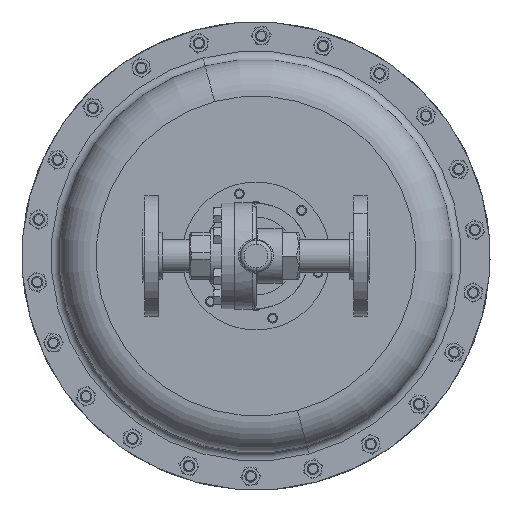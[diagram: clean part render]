
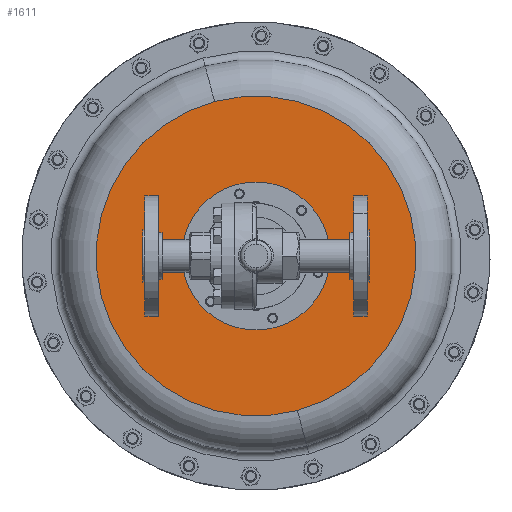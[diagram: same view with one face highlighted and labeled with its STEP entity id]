
A CAD part, front view. The second image highlights one B-rep face of the part: STEP entity #1611.
In plain terms, the highlighted planar face has unit normal (0, -1, 0).
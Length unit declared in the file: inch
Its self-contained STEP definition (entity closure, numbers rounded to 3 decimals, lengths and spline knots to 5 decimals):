
#130 = DIRECTION ( 'NONE',  ( 0., 1., 0. ) ) ;
#593 = AXIS2_PLACEMENT_3D ( 'NONE', #34429, #20013, #23397 ) ;
#933 = DIRECTION ( 'NONE',  ( 0., 1., 0. ) ) ;
#1029 = DIRECTION ( 'NONE',  ( 0.259, 0., -0.966 ) ) ;
#1611 = ADVANCED_FACE ( 'NONE', ( #33677, #4168 ), #9324, .T. ) ;
#1641 = ORIENTED_EDGE ( 'NONE', *, *, #33189, .F. ) ;
#2195 = CIRCLE ( 'NONE', #25488, 2.375 ) ;
#2289 = VERTEX_POINT ( 'NONE', #25522 ) ;
#4168 = FACE_BOUND ( 'NONE', #27171, .T. ) ;
#5981 = EDGE_CURVE ( 'NONE', #2289, #13070, #14162, .T. ) ;
#6849 = CARTESIAN_POINT ( 'NONE',  ( -0.12996, 9.31137, 4.9595 ) ) ;
#7970 = AXIS2_PLACEMENT_3D ( 'NONE', #16779, #130, #19549 ) ;
#9324 = PLANE ( 'NONE',  #593 ) ;
#13070 = VERTEX_POINT ( 'NONE', #6849 ) ;
#13440 = DIRECTION ( 'NONE',  ( 0., 1., 0. ) ) ;
#14162 = CIRCLE ( 'NONE', #19988, 2.375 ) ;
#16779 = CARTESIAN_POINT ( 'NONE',  ( 1.54942, 9.31137, 3.28012 ) ) ;
#16796 = CARTESIAN_POINT ( 'NONE',  ( 2.87587, 9.31137, -1.67025 ) ) ;
#17564 = CARTESIAN_POINT ( 'NONE',  ( 1.54942, 9.31137, 3.28012 ) ) ;
#17565 = ORIENTED_EDGE ( 'NONE', *, *, #5981, .T. ) ;
#17590 = CARTESIAN_POINT ( 'NONE',  ( 0.22298, 9.31137, 8.23049 ) ) ;
#17675 = DIRECTION ( 'NONE',  ( 0., 1., 0. ) ) ;
#18025 = VERTEX_POINT ( 'NONE', #17590 ) ;
#18324 = EDGE_LOOP ( 'NONE', ( #18800, #1641 ) ) ;
#18800 = ORIENTED_EDGE ( 'NONE', *, *, #20084, .F. ) ;
#19549 = DIRECTION ( 'NONE',  ( 0.259, 0., -0.966 ) ) ;
#19988 = AXIS2_PLACEMENT_3D ( 'NONE', #17564, #933, #20358 ) ;
#20013 = DIRECTION ( 'NONE',  ( 0., -1., 0. ) ) ;
#20084 = EDGE_CURVE ( 'NONE', #30792, #18025, #30481, .T. ) ;
#20358 = DIRECTION ( 'NONE',  ( -0.707, 0., 0.707 ) ) ;
#22792 = EDGE_CURVE ( 'NONE', #13070, #2289, #2195, .T. ) ;
#23397 = DIRECTION ( 'NONE',  ( -0.259, 0., 0.966 ) ) ;
#25488 = AXIS2_PLACEMENT_3D ( 'NONE', #30066, #13440, #32862 ) ;
#25522 = CARTESIAN_POINT ( 'NONE',  ( 3.2288, 9.31137, 1.60074 ) ) ;
#25977 = CIRCLE ( 'NONE', #7970, 5.125 ) ;
#26807 = AXIS2_PLACEMENT_3D ( 'NONE', #34267, #17675, #1029 ) ;
#27171 = EDGE_LOOP ( 'NONE', ( #17565, #27838 ) ) ;
#27838 = ORIENTED_EDGE ( 'NONE', *, *, #22792, .T. ) ;
#30066 = CARTESIAN_POINT ( 'NONE',  ( 1.54942, 9.31137, 3.28012 ) ) ;
#30481 = CIRCLE ( 'NONE', #26807, 5.125 ) ;
#30792 = VERTEX_POINT ( 'NONE', #16796 ) ;
#32862 = DIRECTION ( 'NONE',  ( -0.707, 0., 0.707 ) ) ;
#33189 = EDGE_CURVE ( 'NONE', #18025, #30792, #25977, .T. ) ;
#33677 = FACE_OUTER_BOUND ( 'NONE', #18324, .T. ) ;
#34267 = CARTESIAN_POINT ( 'NONE',  ( 1.54942, 9.31137, 3.28012 ) ) ;
#34429 = CARTESIAN_POINT ( 'NONE',  ( -3.40095, 9.31137, 1.95367 ) ) ;
